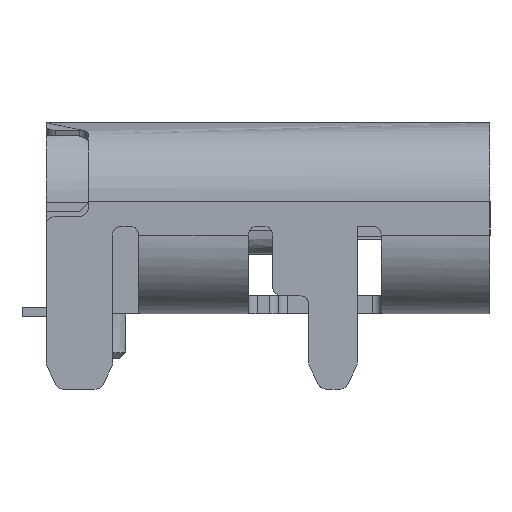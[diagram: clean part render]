
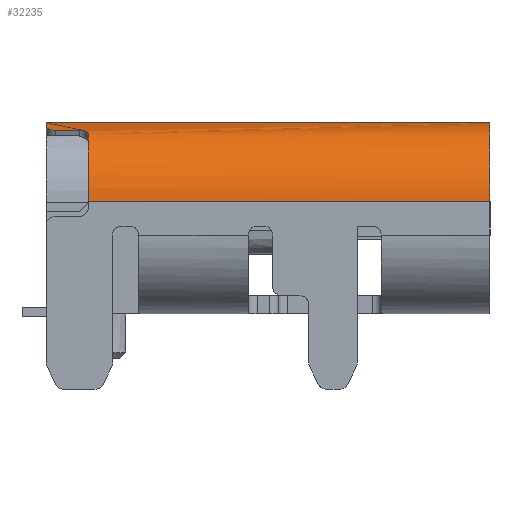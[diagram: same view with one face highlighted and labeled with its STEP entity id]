
A CAD part, left-side view. The second image highlights one B-rep face of the part: STEP entity #32235.
In plain terms, the highlighted free-form (B-spline) face has degree [2, 1] with [3, 2] control points.
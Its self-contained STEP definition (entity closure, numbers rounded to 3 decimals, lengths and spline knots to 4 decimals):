
#29132 = VERTEX_POINT('',#29133);
#29133 = CARTESIAN_POINT('',(-4.4702,-3.8749,
    3.1466));
#29140 = EDGE_CURVE('',#29141,#29132,#29143,.T.);
#29141 = VERTEX_POINT('',#29142);
#29142 = CARTESIAN_POINT('',(-3.1702,-3.8749,
    4.4466));
#29143 = B_SPLINE_CURVE_WITH_KNOTS('',3,(#29144,#29145,#29146,#29147,
    #29148,#29149,#29150,#29151,#29152,#29153),.UNSPECIFIED.,.F.,.F.,(4,
    2,2,2,4),(0.,0.25,0.5,0.75,1.),.UNSPECIFIED.);
#29144 = CARTESIAN_POINT('',(-3.1702,-3.8749,
    4.4466));
#29145 = CARTESIAN_POINT('',(-3.3404,-3.8749,
    4.4466));
#29146 = CARTESIAN_POINT('',(-3.5105,-3.8749,
    4.4128));
#29147 = CARTESIAN_POINT('',(-3.8249,-3.8749,
    4.2825));
#29148 = CARTESIAN_POINT('',(-3.9691,-3.8749,
    4.1862));
#29149 = CARTESIAN_POINT('',(-4.2098,-3.8749,
    3.9455));
#29150 = CARTESIAN_POINT('',(-4.3061,-3.8749,
    3.8013));
#29151 = CARTESIAN_POINT('',(-4.4364,-3.8749,
    3.4869));
#29152 = CARTESIAN_POINT('',(-4.4702,-3.8749,
    3.3168));
#29153 = CARTESIAN_POINT('',(-4.4702,-3.8749,
    3.1466));
#29855 = EDGE_CURVE('',#29856,#29141,#29858,.T.);
#29856 = VERTEX_POINT('',#29857);
#29857 = CARTESIAN_POINT('',(-3.1702,3.4751,
    4.4466));
#29858 = B_SPLINE_CURVE_WITH_KNOTS('',3,(#29859,#29860,#29861,#29862),
  .UNSPECIFIED.,.F.,.F.,(4,4),(0.,1.),.PIECEWISE_BEZIER_KNOTS.);
#29859 = CARTESIAN_POINT('',(-3.1702,3.4751,
    4.4466));
#29860 = CARTESIAN_POINT('',(-3.1702,1.0251,
    4.4466));
#29861 = CARTESIAN_POINT('',(-3.1702,-1.4249,
    4.4466));
#29862 = CARTESIAN_POINT('',(-3.1702,-3.8749,
    4.4466));
#31126 = VERTEX_POINT('',#31127);
#31127 = CARTESIAN_POINT('',(-4.4702,2.7751,
    3.1466));
#31134 = EDGE_CURVE('',#29132,#31126,#31135,.T.);
#31135 = B_SPLINE_CURVE_WITH_KNOTS('',3,(#31136,#31137,#31138,#31139),
  .UNSPECIFIED.,.F.,.F.,(4,4),(0.,1.),.PIECEWISE_BEZIER_KNOTS.);
#31136 = CARTESIAN_POINT('',(-4.4702,-3.8749,
    3.1466));
#31137 = CARTESIAN_POINT('',(-4.4702,-1.6583,
    3.1466));
#31138 = CARTESIAN_POINT('',(-4.4702,0.5584,
    3.1466));
#31139 = CARTESIAN_POINT('',(-4.4702,2.7751,
    3.1466));
#31622 = VERTEX_POINT('',#31623);
#31623 = CARTESIAN_POINT('',(-3.8519,2.7751,
    4.2536));
#31630 = EDGE_CURVE('',#31126,#31622,#31631,.T.);
#31631 = B_SPLINE_CURVE_WITH_KNOTS('',3,(#31632,#31633,#31634,#31635,
    #31636,#31637),.UNSPECIFIED.,.F.,.F.,(4,2,4),(0.,0.5,1.),
  .UNSPECIFIED.);
#31632 = CARTESIAN_POINT('',(-4.4702,2.7751,
    3.1466));
#31633 = CARTESIAN_POINT('',(-4.4702,2.7751,
    3.3674));
#31634 = CARTESIAN_POINT('',(-4.4128,2.7751,
    3.5879));
#31635 = CARTESIAN_POINT('',(-4.1975,2.7751,
    3.9733));
#31636 = CARTESIAN_POINT('',(-4.0399,2.7751,
    4.1378));
#31637 = CARTESIAN_POINT('',(-3.8519,2.7751,
    4.2536));
#32235 = ADVANCED_FACE('',(#32236),#32280,.F.);
#32236 = FACE_BOUND('',#32237,.F.);
#32237 = EDGE_LOOP('',(#32238,#32239,#32240,#32249,#32260,#32269,#32278,
    #32279));
#32238 = ORIENTED_EDGE('',*,*,#29140,.F.);
#32239 = ORIENTED_EDGE('',*,*,#29855,.F.);
#32240 = ORIENTED_EDGE('',*,*,#32241,.T.);
#32241 = EDGE_CURVE('',#29856,#32242,#32244,.T.);
#32242 = VERTEX_POINT('',#32243);
#32243 = CARTESIAN_POINT('',(-3.58,3.4751,
    4.3803));
#32244 = B_SPLINE_CURVE_WITH_KNOTS('',3,(#32245,#32246,#32247,#32248),
  .UNSPECIFIED.,.F.,.F.,(4,4),(0.,1.),.PIECEWISE_BEZIER_KNOTS.);
#32245 = CARTESIAN_POINT('',(-3.1702,3.4751,
    4.4466));
#32246 = CARTESIAN_POINT('',(-3.3104,3.4751,
    4.4466));
#32247 = CARTESIAN_POINT('',(-3.447,3.4751,
    4.4245));
#32248 = CARTESIAN_POINT('',(-3.58,3.4751,
    4.3803));
#32249 = ORIENTED_EDGE('',*,*,#32250,.T.);
#32250 = EDGE_CURVE('',#32242,#32251,#32253,.T.);
#32251 = VERTEX_POINT('',#32252);
#32252 = CARTESIAN_POINT('',(-3.7196,3.3251,
    4.3248));
#32253 = B_SPLINE_CURVE_WITH_KNOTS('',3,(#32254,#32255,#32256,#32257,
    #32258,#32259),.UNSPECIFIED.,.F.,.F.,(4,2,4),(0.,0.5,1.),
  .UNSPECIFIED.);
#32254 = CARTESIAN_POINT('',(-3.58,3.4751,
    4.3803));
#32255 = CARTESIAN_POINT('',(-3.6038,3.4751,
    4.3724));
#32256 = CARTESIAN_POINT('',(-3.635,3.4687,
    4.3603));
#32257 = CARTESIAN_POINT('',(-3.6933,3.4217,
    4.3363));
#32258 = CARTESIAN_POINT('',(-3.7196,3.3787,
    4.3248));
#32259 = CARTESIAN_POINT('',(-3.7196,3.3251,
    4.3248));
#32260 = ORIENTED_EDGE('',*,*,#32261,.T.);
#32261 = EDGE_CURVE('',#32251,#32262,#32264,.T.);
#32262 = VERTEX_POINT('',#32263);
#32263 = CARTESIAN_POINT('',(-3.7196,2.9251,
    4.3248));
#32264 = B_SPLINE_CURVE_WITH_KNOTS('',3,(#32265,#32266,#32267,#32268),
  .UNSPECIFIED.,.F.,.F.,(4,4),(0.,1.),.PIECEWISE_BEZIER_KNOTS.);
#32265 = CARTESIAN_POINT('',(-3.7196,3.3251,
    4.3248));
#32266 = CARTESIAN_POINT('',(-3.7196,3.1917,
    4.3248));
#32267 = CARTESIAN_POINT('',(-3.7196,3.0584,
    4.3248));
#32268 = CARTESIAN_POINT('',(-3.7196,2.9251,
    4.3248));
#32269 = ORIENTED_EDGE('',*,*,#32270,.T.);
#32270 = EDGE_CURVE('',#32262,#31622,#32271,.T.);
#32271 = B_SPLINE_CURVE_WITH_KNOTS('',3,(#32272,#32273,#32274,#32275,
    #32276,#32277),.UNSPECIFIED.,.F.,.F.,(4,2,4),(0.,0.5,1.),
  .UNSPECIFIED.);
#32272 = CARTESIAN_POINT('',(-3.7196,2.9251,
    4.3248));
#32273 = CARTESIAN_POINT('',(-3.7196,2.8714,
    4.3248));
#32274 = CARTESIAN_POINT('',(-3.7454,2.8284,
    4.312));
#32275 = CARTESIAN_POINT('',(-3.8012,2.7814,
    4.2828));
#32276 = CARTESIAN_POINT('',(-3.8305,2.7751,
    4.2667));
#32277 = CARTESIAN_POINT('',(-3.8519,2.7751,
    4.2536));
#32278 = ORIENTED_EDGE('',*,*,#31630,.F.);
#32279 = ORIENTED_EDGE('',*,*,#31134,.F.);
#32280 = ( BOUNDED_SURFACE() B_SPLINE_SURFACE(2,1,(
    (#32281,#32282)
    ,(#32283,#32284)
    ,(#32285,#32286
)),.UNSPECIFIED.,.F.,.F.,.F.) B_SPLINE_SURFACE_WITH_KNOTS((3,3),(2,2),(
    1.5708,3.1416),(0.0735,7.4235),
.PIECEWISE_BEZIER_KNOTS.) GEOMETRIC_REPRESENTATION_ITEM() 
RATIONAL_B_SPLINE_SURFACE((
    (1.,1.)
    ,(0.707,0.707)
,(1.,1.))) REPRESENTATION_ITEM('') SURFACE() );
#32281 = CARTESIAN_POINT('',(-3.1702,3.4751,
    4.4466));
#32282 = CARTESIAN_POINT('',(-3.1702,-3.8749,
    4.4466));
#32283 = CARTESIAN_POINT('',(-4.4702,3.4751,
    4.4466));
#32284 = CARTESIAN_POINT('',(-4.4702,-3.8749,
    4.4466));
#32285 = CARTESIAN_POINT('',(-4.4702,3.4751,
    3.1466));
#32286 = CARTESIAN_POINT('',(-4.4702,-3.8749,
    3.1466));
